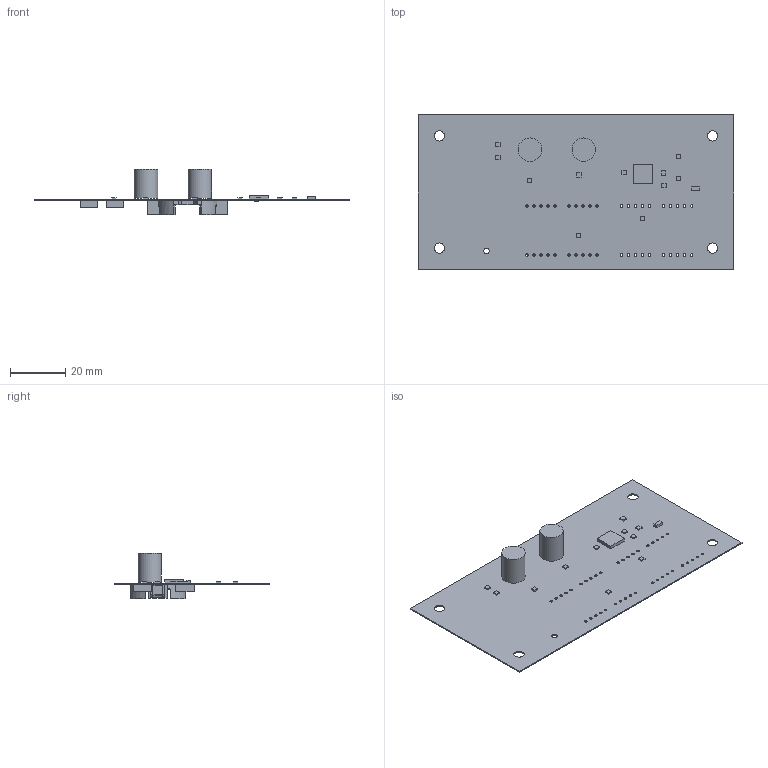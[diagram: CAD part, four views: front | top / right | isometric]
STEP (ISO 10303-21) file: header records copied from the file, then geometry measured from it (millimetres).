
FILE_DESCRIPTION(('Open CASCADE Model'),'2;1');
FILE_NAME('Open CASCADE Shape Model','2013-06-02T22:06:28',('Author'),( 'Open CASCADE'),'Open CASCADE STEP processor 6.2','Open CASCADE 6.2' ,'Unknown');
FILE_SCHEMA(('AUTOMOTIVE_DESIGN { 1 0 10303 214 1 1 1 1 }'));
Length unit declared in the file: millimetre
Products named in the file (36): PCB; Board; R1; 391862288; Extruded; C8; 351741632; Cylinder; C7; 351741392; BT1; BU2032SM-HD-GCR2032_Battery_Holder; C1; C3; C5; C6; C9; C10; R2; R3; R4; R5; U1; 391861904; U5; 391862032; S1; 391862416; S2; S3; S4; C2
Assembly tree (49 placements, depth 4):
  PCB
    Board
    R1
      391862288
        Extruded
    C8
      351741632
        Cylinder
    C7
      351741392
        Cylinder
    BT1
      BU2032SM-HD-GCR2032_Battery_Holder
    C1
      391862288
        Extruded
    C3
      391862288
        Extruded
    C5
      391862288
        Extruded
    C6
      391862288
        Extruded
    C9
      391862288
        Extruded
    C10
      391862288
        Extruded
    R2
      391862288
        Extruded
    R3
      391862288
        Extruded
    R4
      391862288
        Extruded
    R5
      391862288
        Extruded
    U1
      391861904
        Extruded
    U5
      391862032
        Extruded
    S1
      391862416
        Extruded
    S2
      391862416
        Extruded
    S3
      391862416
        Extruded
    S4
      391862416
Bounding box: 114.3 x 55.88 x 16.49 mm (x, y, z)
Volume: 5066.1 mm3; surface area: 16154.7 mm2
Topology: 24 solids, 24 shells, 514 faces, 1394 edges, 926 vertices
Faces by surface type: plane 392, cylinder 110, sphere 6, torus 4, bspline 2
Full cylindrical faces by diameter (mm): 0.9 x40, 2 x1, 8.5 x2
Entity records: 33719 total; most frequent: CARTESIAN_POINT 9166, DIRECTION 4297, LINE 2781, VECTOR 2781, ORIENTED_EDGE 2444, PCURVE 2444, DEFINITIONAL_REPRESENTATION 2444, EDGE_CURVE 1222
